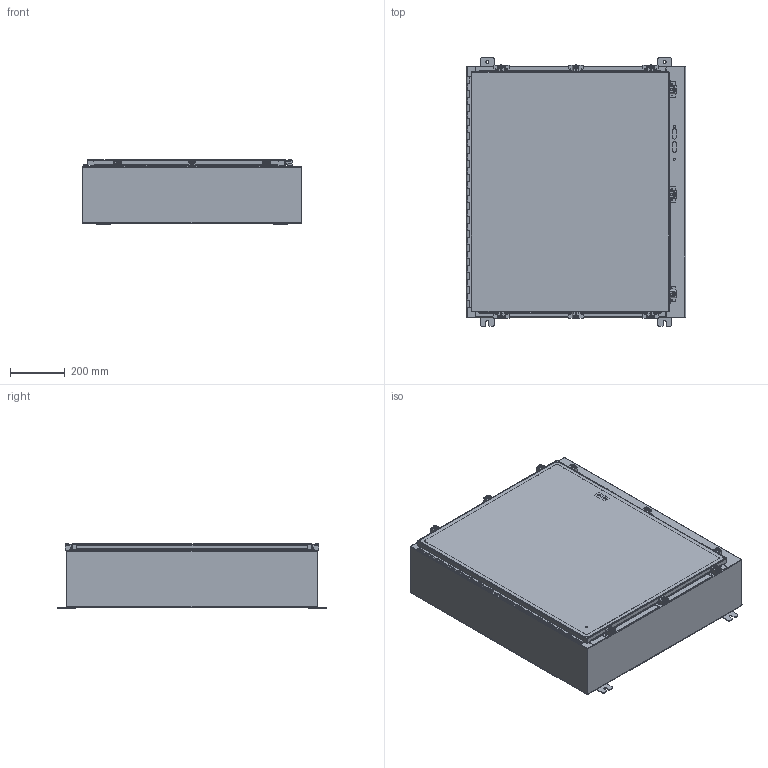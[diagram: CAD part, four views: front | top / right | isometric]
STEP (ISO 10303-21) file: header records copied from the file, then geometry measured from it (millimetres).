
FILE_DESCRIPTION(/* description */ ('SSN4X TUB (36X31X8)'),/* implementation_level */ '2;1');
FILE_NAME(/* name */ 'SSN4X363108.stp',/* time_stamp */ '2016-09-30T23:34:22+05:00',/* author */ ('vdas'),/* organization */ (''),/* preprocessor_version */ 'ST-DEVELOPER v16.1',/* originating_system */ 'Autodesk Inventor 2016',/* authorisation */ '');
FILE_SCHEMA (('AUTOMOTIVE_DESIGN { 1 0 10303 214 3 1 1 }'));
Length unit declared in the file: inch
Products named in the file (28): SSN4X363108BKP; 38859; 34871; 328140L; 328140T; 328140P; 328140; SSN4X3631LID; 38846; HFW3093; HFW3883; 349129; 30818; HFW30828 & HFW30829 CLAMP; HFW30828 & HFW30829 SCREW; HFW30828 & HFW30829 WASHER; SSN4X3631FIP; HFW30828 & HFW30829 SPRING; HFW30828; HFW30828_1; HFW30828_2; HFW30828_3; HFW30828_4; HFW30828_5; HFW30828_6; HFW30828_7; HFW30828_8; SSN4X363108
Assembly tree (77 placements, depth 3):
  SSN4X363108
    SSN4X363108BKP
    38859  x6
    34871  x4
    328140
      328140L
      328140T
      328140P
    SSN4X3631LID
    38846
    HFW3093
    HFW3883  x2
    349129  x2
    30818  x9
    HFW30828
      HFW30828 & HFW30829 CLAMP
      HFW30828 & HFW30829 SCREW
      HFW30828 & HFW30829 WASHER
      HFW30828 & HFW30829 SPRING
    HFW30828_1
      HFW30828 & HFW30829 CLAMP
      HFW30828 & HFW30829 SCREW
      HFW30828 & HFW30829 WASHER
      HFW30828 & HFW30829 SPRING
    HFW30828_2
      HFW30828 & HFW30829 CLAMP
      HFW30828 & HFW30829 SCREW
      HFW30828 & HFW30829 WASHER
      HFW30828 & HFW30829 SPRING
    HFW30828_3
      HFW30828 & HFW30829 CLAMP
      HFW30828 & HFW30829 SCREW
      HFW30828 & HFW30829 WASHER
      HFW30828 & HFW30829 SPRING
    HFW30828_4
      HFW30828 & HFW30829 CLAMP
      HFW30828 & HFW30829 SCREW
      HFW30828 & HFW30829 WASHER
      HFW30828 & HFW30829 SPRING
    HFW30828_5
      HFW30828 & HFW30829 CLAMP
      HFW30828 & HFW30829 SCREW
      HFW30828 & HFW30829 WASHER
      HFW30828 & HFW30829 SPRING
    HFW30828_6
      HFW30828 & HFW30829 CLAMP
      HFW30828 & HFW30829 SCREW
      HFW30828 & HFW30829 WASHER
      HFW30828 & HFW30829 SPRING
    HFW30828_7
      HFW30828 & HFW30829 CLAMP
      HFW30828 & HFW30829 SCREW
      HFW30828 & HFW30829 WASHER
      HFW30828 & HFW30829 SPRING
    HFW30828_8
      HFW30828 & HFW30829 CLAMP
      HFW30828 & HFW30829 SCREW
      HFW30828 & HFW30829 WASHER
      HFW30828 & HFW30829 SPRING
    SSN4X3631FIP
Bounding box: 796.92 x 977.9 x 236.25 mm (x, y, z)
Volume: 4917584.3 mm3; surface area: 5027323.5 mm2
Topology: 58 solids, 202 shells, 2046 faces, 5337 edges, 3627 vertices
Faces by surface type: plane 1040, cylinder 580, bspline 235, cone 118, torus 73
Full cylindrical faces by diameter (mm): 2.794 x36, 3.048 x1, 3.962 x2, 4.826 x2, 5.359 x9, 6.35 x1, 7.137 x2, 7.163 x9, 8.382 x12, 8.56 x3, 8.89 x9, 11.125 x4, 13.208 x9, 15.875 x15
Entity records: 32762 total; most frequent: CARTESIAN_POINT 10001, DIRECTION 4544, ORIENTED_EDGE 4376, EDGE_CURVE 2218, AXIS2_PLACEMENT_3D 1530, LINE 1484, VECTOR 1484, VERTEX_POINT 1443
